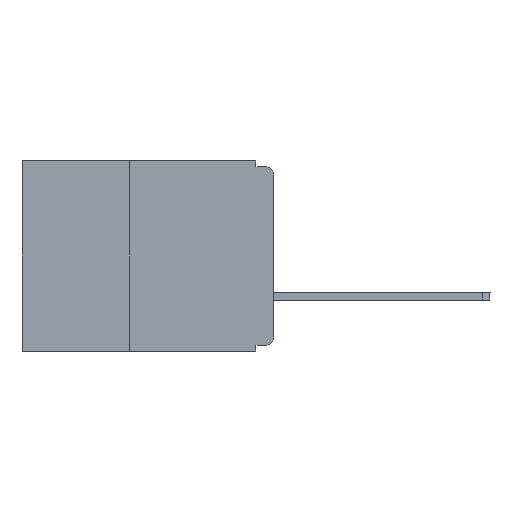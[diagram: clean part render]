
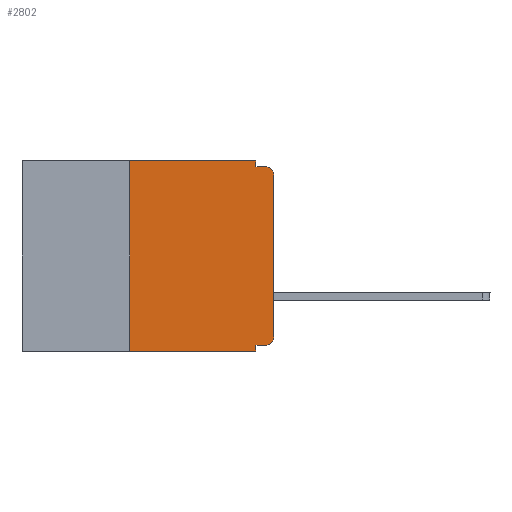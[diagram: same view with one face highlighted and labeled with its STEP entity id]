
A CAD part, left-side view. The second image highlights one B-rep face of the part: STEP entity #2802.
In plain terms, the highlighted planar face has unit normal (-1, 0, 0).
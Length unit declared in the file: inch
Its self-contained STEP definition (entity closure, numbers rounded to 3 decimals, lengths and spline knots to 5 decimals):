
#137 = EDGE_CURVE ( 'NONE', #1856, #5901, #9066, .T. ) ;
#704 = EDGE_CURVE ( 'NONE', #9485, #11868, #1370, .T. ) ;
#775 = EDGE_CURVE ( 'NONE', #10492, #3131, #7901, .T. ) ;
#834 = LINE ( 'NONE', #10130, #8704 ) ;
#945 = ORIENTED_EDGE ( 'NONE', *, *, #775, .T. ) ;
#995 = CARTESIAN_POINT ( 'NONE',  ( 0., 0.031, -0.01 ) ) ;
#1145 = AXIS2_PLACEMENT_3D ( 'NONE', #10322, #9441, #6714 ) ;
#1199 = VECTOR ( 'NONE', #8085, 39.37008 ) ;
#1200 = VERTEX_POINT ( 'NONE', #3615 ) ;
#1370 = LINE ( 'NONE', #3270, #8498 ) ;
#1400 = CARTESIAN_POINT ( 'NONE',  ( 0., 0.437, 0. ) ) ;
#1433 = DIRECTION ( 'NONE',  ( 0., -1., 0. ) ) ;
#1501 = CARTESIAN_POINT ( 'NONE',  ( 0., 0.015, -0.32 ) ) ;
#1607 = VERTEX_POINT ( 'NONE', #5185 ) ;
#1665 = DIRECTION ( 'NONE',  ( -1., 0., 0. ) ) ;
#1856 = VERTEX_POINT ( 'NONE', #4913 ) ;
#2276 = ORIENTED_EDGE ( 'NONE', *, *, #7989, .F. ) ;
#2714 = EDGE_CURVE ( 'NONE', #10492, #9438, #7856, .T. ) ;
#2802 = ADVANCED_FACE ( 'NONE', ( #5796 ), #9748, .F. ) ;
#2892 = LINE ( 'NONE', #7975, #11427 ) ;
#2964 = CARTESIAN_POINT ( 'NONE',  ( 0., 0.031, 0. ) ) ;
#3131 = VERTEX_POINT ( 'NONE', #10385 ) ;
#3270 = CARTESIAN_POINT ( 'NONE',  ( 0., 0.031, 0. ) ) ;
#3482 = CARTESIAN_POINT ( 'NONE',  ( 0., 0.25, -0.33 ) ) ;
#3486 = ORIENTED_EDGE ( 'NONE', *, *, #704, .F. ) ;
#3615 = CARTESIAN_POINT ( 'NONE',  ( 0., 0., -0.305 ) ) ;
#3725 = CARTESIAN_POINT ( 'NONE',  ( 0., 0.031, -0.33 ) ) ;
#3754 = CARTESIAN_POINT ( 'NONE',  ( 0., 0.25, 0. ) ) ;
#3937 = VECTOR ( 'NONE', #5545, 39.37008 ) ;
#3944 = ORIENTED_EDGE ( 'NONE', *, *, #10628, .F. ) ;
#4326 = CARTESIAN_POINT ( 'NONE',  ( 0., 0.437, -0.33 ) ) ;
#4354 = DIRECTION ( 'NONE',  ( 0., 0., 1. ) ) ;
#4483 = VECTOR ( 'NONE', #5317, 39.37008 ) ;
#4662 = EDGE_CURVE ( 'NONE', #11868, #5901, #2892, .T. ) ;
#4786 = EDGE_LOOP ( 'NONE', ( #11353, #6857, #11322, #3486, #2276, #11685, #945, #6257, #3944, #5646 ) ) ;
#4913 = CARTESIAN_POINT ( 'NONE',  ( 0., 0., -0.025 ) ) ;
#4950 = LINE ( 'NONE', #6243, #8744 ) ;
#4984 = AXIS2_PLACEMENT_3D ( 'NONE', #1400, #6059, #7903 ) ;
#5185 = CARTESIAN_POINT ( 'NONE',  ( 0., 0.031, -0.32 ) ) ;
#5275 = DIRECTION ( 'NONE',  ( 0., -1., 0. ) ) ;
#5317 = DIRECTION ( 'NONE',  ( 0., 0., 1. ) ) ;
#5545 = DIRECTION ( 'NONE',  ( 0., 0., -1. ) ) ;
#5646 = ORIENTED_EDGE ( 'NONE', *, *, #6830, .T. ) ;
#5796 = FACE_OUTER_BOUND ( 'NONE', #4786, .T. ) ;
#5901 = VERTEX_POINT ( 'NONE', #6952 ) ;
#5947 = CARTESIAN_POINT ( 'NONE',  ( 0., 0., 0. ) ) ;
#6059 = DIRECTION ( 'NONE',  ( 1., 0., 0. ) ) ;
#6243 = CARTESIAN_POINT ( 'NONE',  ( 0., 0.437, 0. ) ) ;
#6257 = ORIENTED_EDGE ( 'NONE', *, *, #8140, .F. ) ;
#6275 = DIRECTION ( 'NONE',  ( 0., 0., -1. ) ) ;
#6714 = DIRECTION ( 'NONE',  ( 0., 0., -1. ) ) ;
#6718 = VERTEX_POINT ( 'NONE', #1501 ) ;
#6830 = EDGE_CURVE ( 'NONE', #6718, #1200, #9783, .T. ) ;
#6857 = ORIENTED_EDGE ( 'NONE', *, *, #137, .T. ) ;
#6952 = CARTESIAN_POINT ( 'NONE',  ( 0., 0.015, -0.01 ) ) ;
#7296 = EDGE_CURVE ( 'NONE', #1200, #1856, #8764, .T. ) ;
#7728 = LINE ( 'NONE', #3725, #3937 ) ;
#7856 = LINE ( 'NONE', #10995, #4483 ) ;
#7901 = LINE ( 'NONE', #4326, #1199 ) ;
#7903 = DIRECTION ( 'NONE',  ( 0., 0., -1. ) ) ;
#7966 = DIRECTION ( 'NONE',  ( 0., 0., -1. ) ) ;
#7975 = CARTESIAN_POINT ( 'NONE',  ( 0., 0., -0.01 ) ) ;
#7989 = EDGE_CURVE ( 'NONE', #9438, #9485, #4950, .T. ) ;
#8085 = DIRECTION ( 'NONE',  ( 0., -1., 0. ) ) ;
#8140 = EDGE_CURVE ( 'NONE', #1607, #3131, #7728, .T. ) ;
#8285 = CARTESIAN_POINT ( 'NONE',  ( 0., 0.015, -0.305 ) ) ;
#8458 = DIRECTION ( 'NONE',  ( 0., 1., 0. ) ) ;
#8498 = VECTOR ( 'NONE', #7966, 39.37008 ) ;
#8704 = VECTOR ( 'NONE', #8458, 39.37008 ) ;
#8744 = VECTOR ( 'NONE', #5275, 39.37008 ) ;
#8764 = LINE ( 'NONE', #5947, #11641 ) ;
#9066 = CIRCLE ( 'NONE', #1145, 0.015 ) ;
#9438 = VERTEX_POINT ( 'NONE', #3754 ) ;
#9441 = DIRECTION ( 'NONE',  ( -1., 0., 0. ) ) ;
#9485 = VERTEX_POINT ( 'NONE', #2964 ) ;
#9690 = AXIS2_PLACEMENT_3D ( 'NONE', #8285, #1665, #6275 ) ;
#9748 = PLANE ( 'NONE',  #4984 ) ;
#9783 = CIRCLE ( 'NONE', #9690, 0.015 ) ;
#10130 = CARTESIAN_POINT ( 'NONE',  ( 0., 0., -0.32 ) ) ;
#10322 = CARTESIAN_POINT ( 'NONE',  ( 0., 0.015, -0.025 ) ) ;
#10385 = CARTESIAN_POINT ( 'NONE',  ( 0., 0.031, -0.33 ) ) ;
#10492 = VERTEX_POINT ( 'NONE', #3482 ) ;
#10628 = EDGE_CURVE ( 'NONE', #6718, #1607, #834, .T. ) ;
#10995 = CARTESIAN_POINT ( 'NONE',  ( 0., 0.25, -0.33 ) ) ;
#11322 = ORIENTED_EDGE ( 'NONE', *, *, #4662, .F. ) ;
#11353 = ORIENTED_EDGE ( 'NONE', *, *, #7296, .T. ) ;
#11427 = VECTOR ( 'NONE', #1433, 39.37008 ) ;
#11641 = VECTOR ( 'NONE', #4354, 39.37008 ) ;
#11685 = ORIENTED_EDGE ( 'NONE', *, *, #2714, .F. ) ;
#11868 = VERTEX_POINT ( 'NONE', #995 ) ;
